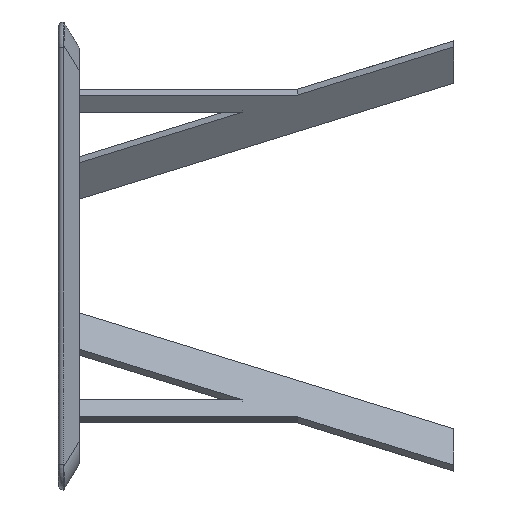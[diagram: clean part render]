
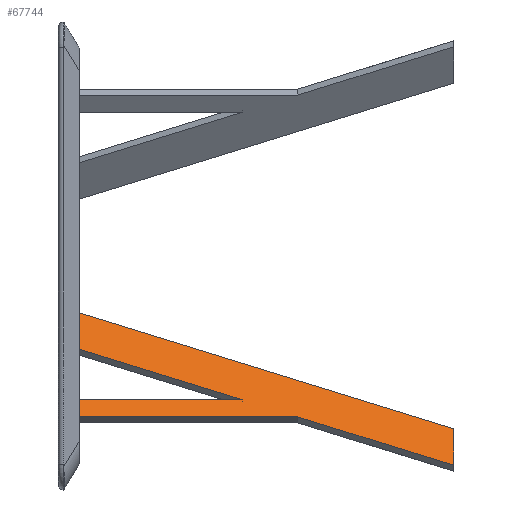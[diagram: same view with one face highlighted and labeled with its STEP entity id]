
A CAD part, left-side view. The second image highlights one B-rep face of the part: STEP entity #67744.
In plain terms, the highlighted planar face has unit normal (-0.819, 0, 0.574).
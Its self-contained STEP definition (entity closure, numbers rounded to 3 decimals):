
#153 = VECTOR ( 'NONE', #23362, 1000. ) ;
#3435 = ORIENTED_EDGE ( 'NONE', *, *, #61261, .F. ) ;
#4182 = FACE_OUTER_BOUND ( 'NONE', #92049, .T. ) ;
#6284 = CARTESIAN_POINT ( 'NONE',  ( -264.325, 383.259, 1169.176 ) ) ;
#8548 = CARTESIAN_POINT ( 'NONE',  ( -55.871, 1118.258, 1466.88 ) ) ;
#8596 = VECTOR ( 'NONE', #54355, 1000. ) ;
#8743 = ORIENTED_EDGE ( 'NONE', *, *, #71483, .F. ) ;
#9945 = LINE ( 'NONE', #117015, #11728 ) ;
#10856 = EDGE_CURVE ( 'NONE', #72799, #55749, #36596, .T. ) ;
#11728 = VECTOR ( 'NONE', #99855, 1000. ) ;
#14614 = CARTESIAN_POINT ( 'NONE',  ( -199.265, 1118.259, 1262.092 ) ) ;
#15856 = PLANE ( 'NONE',  #71357 ) ;
#16836 = VECTOR ( 'NONE', #62188, 1000. ) ;
#17576 = CARTESIAN_POINT ( 'NONE',  ( -176.322, 1118.259, 1294.858 ) ) ;
#23362 = DIRECTION ( 'NONE',  ( 0.574, 0., 0.819 ) ) ;
#23759 = LINE ( 'NONE', #59802, #82924 ) ;
#32372 = EDGE_CURVE ( 'NONE', #88027, #96958, #9945, .T. ) ;
#33196 = DIRECTION ( 'NONE',  ( -0.574, 0., -0.819 ) ) ;
#33826 = LINE ( 'NONE', #69892, #16836 ) ;
#36596 = LINE ( 'NONE', #62637, #8596 ) ;
#38711 = VECTOR ( 'NONE', #88529, 1000. ) ;
#40269 = CARTESIAN_POINT ( 'NONE',  ( -127.568, 1118.259, 1364.486 ) ) ;
#43035 = DIRECTION ( 'NONE',  ( -0.819, 0., 0.574 ) ) ;
#43400 = LINE ( 'NONE', #79490, #153 ) ;
#45931 = CARTESIAN_POINT ( 'NONE',  ( -199.265, 683.259, 1262.092 ) ) ;
#46949 = ORIENTED_EDGE ( 'NONE', *, *, #82891, .F. ) ;
#49486 = EDGE_CURVE ( 'NONE', #55749, #71763, #96838, .T. ) ;
#50373 = EDGE_CURVE ( 'NONE', #71763, #60478, #106309, .T. ) ;
#54355 = DIRECTION ( 'NONE',  ( 0.574, 0., 0.819 ) ) ;
#55749 = VERTEX_POINT ( 'NONE', #62678 ) ;
#56744 = VECTOR ( 'NONE', #58987, 1000. ) ;
#58987 = DIRECTION ( 'NONE',  ( 0., -1., 0. ) ) ;
#59802 = CARTESIAN_POINT ( 'NONE',  ( -127.568, 383.259, 1364.486 ) ) ;
#60312 = CARTESIAN_POINT ( 'NONE',  ( -176.322, 789.051, 1294.858 ) ) ;
#60478 = VERTEX_POINT ( 'NONE', #110094 ) ;
#60777 = CARTESIAN_POINT ( 'NONE',  ( -107.759, 1105.201, 1392.776 ) ) ;
#60792 = DIRECTION ( 'NONE',  ( 0.574, 0., 0.819 ) ) ;
#61261 = EDGE_CURVE ( 'NONE', #60478, #93738, #43400, .T. ) ;
#62158 = EDGE_CURVE ( 'NONE', #72799, #96958, #77913, .T. ) ;
#62188 = DIRECTION ( 'NONE',  ( -0.203, -0.935, -0.29 ) ) ;
#62637 = CARTESIAN_POINT ( 'NONE',  ( -127.568, 1118.258, 1364.486 ) ) ;
#62678 = CARTESIAN_POINT ( 'NONE',  ( -176.322, 1118.258, 1294.858 ) ) ;
#67113 = CARTESIAN_POINT ( 'NONE',  ( -215.269, 383.259, 1239.236 ) ) ;
#67744 = ADVANCED_FACE ( 'NONE', ( #4182 ), #15856, .T. ) ;
#69892 = CARTESIAN_POINT ( 'NONE',  ( -64.838, 1076.908, 1454.073 ) ) ;
#71357 = AXIS2_PLACEMENT_3D ( 'NONE', #40269, #43035, #60792 ) ;
#71483 = EDGE_CURVE ( 'NONE', #93738, #109201, #33826, .T. ) ;
#71763 = VERTEX_POINT ( 'NONE', #60312 ) ;
#72799 = VERTEX_POINT ( 'NONE', #95861 ) ;
#74949 = ORIENTED_EDGE ( 'NONE', *, *, #50373, .F. ) ;
#77913 = LINE ( 'NONE', #14614, #56744 ) ;
#79490 = CARTESIAN_POINT ( 'NONE',  ( -127.568, 1118.258, 1364.486 ) ) ;
#80280 = DIRECTION ( 'NONE',  ( 0.203, 0.935, 0.29 ) ) ;
#82891 = EDGE_CURVE ( 'NONE', #109201, #88027, #23759, .T. ) ;
#82924 = VECTOR ( 'NONE', #33196, 1000. ) ;
#86832 = ORIENTED_EDGE ( 'NONE', *, *, #32372, .F. ) ;
#88027 = VERTEX_POINT ( 'NONE', #6284 ) ;
#88529 = DIRECTION ( 'NONE',  ( 0., -1., 0. ) ) ;
#92049 = EDGE_LOOP ( 'NONE', ( #3435, #74949, #116370, #97281, #107467, #86832, #46949, #8743 ) ) ;
#93738 = VERTEX_POINT ( 'NONE', #8548 ) ;
#95861 = CARTESIAN_POINT ( 'NONE',  ( -199.265, 1118.258, 1262.092 ) ) ;
#96838 = LINE ( 'NONE', #17576, #38711 ) ;
#96958 = VERTEX_POINT ( 'NONE', #45931 ) ;
#97281 = ORIENTED_EDGE ( 'NONE', *, *, #10856, .F. ) ;
#97412 = VECTOR ( 'NONE', #80280, 1000. ) ;
#99855 = DIRECTION ( 'NONE',  ( 0.203, 0.935, 0.29 ) ) ;
#106309 = LINE ( 'NONE', #60777, #97412 ) ;
#107467 = ORIENTED_EDGE ( 'NONE', *, *, #62158, .T. ) ;
#109201 = VERTEX_POINT ( 'NONE', #67113 ) ;
#110094 = CARTESIAN_POINT ( 'NONE',  ( -104.927, 1118.258, 1396.82 ) ) ;
#116370 = ORIENTED_EDGE ( 'NONE', *, *, #49486, .F. ) ;
#117015 = CARTESIAN_POINT ( 'NONE',  ( -107.759, 1105.201, 1392.776 ) ) ;
